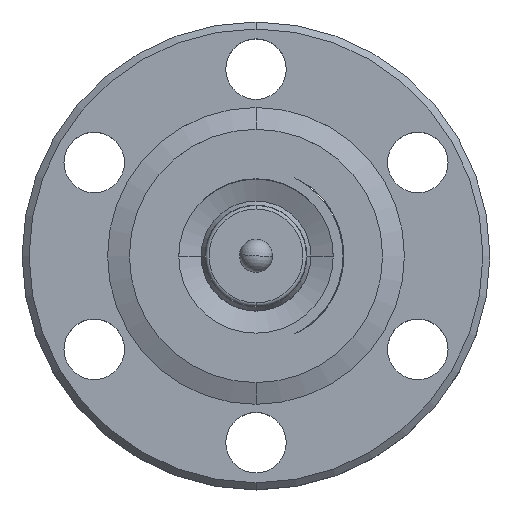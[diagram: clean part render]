
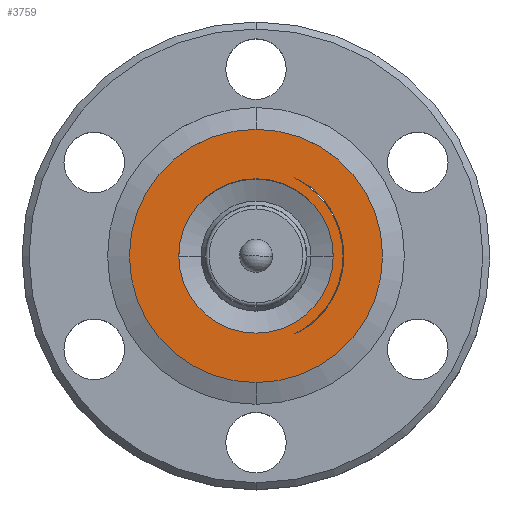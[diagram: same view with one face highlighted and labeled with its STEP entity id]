
A CAD part, top view. The second image highlights one B-rep face of the part: STEP entity #3759.
In plain terms, the highlighted planar face has unit normal (0, 0, 1).
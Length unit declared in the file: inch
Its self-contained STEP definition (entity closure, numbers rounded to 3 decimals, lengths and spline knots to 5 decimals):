
#432 = CIRCLE ( 'NONE', #799, 0.36 ) ;
#436 = FACE_OUTER_BOUND ( 'NONE', #2173, .T. ) ;
#440 = FACE_BOUND ( 'NONE', #2169, .T. ) ;
#448 = FACE_BOUND ( 'NONE', #2174, .T. ) ;
#661 = CIRCLE ( 'NONE', #999, 0.24268 ) ;
#679 = CIRCLE ( 'NONE', #991, 0.2475 ) ;
#773 = CIRCLE ( 'NONE', #3795, 0.2195 ) ;
#799 = AXIS2_PLACEMENT_3D ( 'NONE', #1342, #1340, #1338 ) ;
#812 = EDGE_CURVE ( 'NONE', #2253, #2386, #1965, .T. ) ;
#813 = EDGE_CURVE ( 'NONE', #2347, #2214, #2129, .T. ) ;
#873 = EDGE_CURVE ( 'NONE', #2299, #2227, #1851, .T. ) ;
#875 = EDGE_CURVE ( 'NONE', #2253, #2345, #1847, .T. ) ;
#876 = EDGE_CURVE ( 'NONE', #2210, #2226, #1845, .T. ) ;
#939 = EDGE_CURVE ( 'NONE', #2226, #2210, #432, .T. ) ;
#958 = EDGE_CURVE ( 'NONE', #2227, #2299, #773, .T. ) ;
#991 = AXIS2_PLACEMENT_3D ( 'NONE', #3338, #3337, #3336 ) ;
#999 = AXIS2_PLACEMENT_3D ( 'NONE', #3321, #3315, #3300 ) ;
#1098 = CARTESIAN_POINT ( 'NONE',  ( 0.16529, 0.18756, 1.17197 ) ) ;
#1135 = CARTESIAN_POINT ( 'NONE',  ( 0.2195, 0., 1.17197 ) ) ;
#1136 = CARTESIAN_POINT ( 'NONE',  ( 0., -0.36, 1.17197 ) ) ;
#1148 = CARTESIAN_POINT ( 'NONE',  ( 0.11022, -0.2216, 1.17197 ) ) ;
#1150 = CARTESIAN_POINT ( 'NONE',  ( 0., 0.36, 1.17197 ) ) ;
#1271 = DIRECTION ( 'NONE',  ( -1., 0., 0. ) ) ;
#1273 = DIRECTION ( 'NONE',  ( 0., 0., -1. ) ) ;
#1274 = CARTESIAN_POINT ( 'NONE',  ( 0., 0., 1.17197 ) ) ;
#1338 = DIRECTION ( 'NONE',  ( 0., 1., 0. ) ) ;
#1340 = DIRECTION ( 'NONE',  ( 0., 0., -1. ) ) ;
#1342 = CARTESIAN_POINT ( 'NONE',  ( 0., 0., 1.17197 ) ) ;
#1616 = DIRECTION ( 'NONE',  ( 0., 0., -1. ) ) ;
#1618 = CARTESIAN_POINT ( 'NONE',  ( 0., 0., 1.17197 ) ) ;
#1622 = DIRECTION ( 'NONE',  ( 1., 0., 0. ) ) ;
#1623 = DIRECTION ( 'NONE',  ( -1., 0., 0. ) ) ;
#1627 = DIRECTION ( 'NONE',  ( 0., 0., 1. ) ) ;
#1630 = CARTESIAN_POINT ( 'NONE',  ( 0.01129, 0., 1.17197 ) ) ;
#1655 = DIRECTION ( 'NONE',  ( 0., 1., 0. ) ) ;
#1656 = DIRECTION ( 'NONE',  ( 0., 0., -1. ) ) ;
#1657 = CARTESIAN_POINT ( 'NONE',  ( 0., 0., 1.17197 ) ) ;
#1658 = DIRECTION ( 'NONE',  ( 0., 1., 0. ) ) ;
#1659 = DIRECTION ( 'NONE',  ( 0., 0., -1. ) ) ;
#1660 = CARTESIAN_POINT ( 'NONE',  ( 0., 0., 1.17197 ) ) ;
#1664 = DIRECTION ( 'NONE',  ( -1., 0., 0. ) ) ;
#1665 = DIRECTION ( 'NONE',  ( 0., 0., -1. ) ) ;
#1666 = CARTESIAN_POINT ( 'NONE',  ( 0., 0., 1.17197 ) ) ;
#1845 = CIRCLE ( 'NONE', #3127, 0.36 ) ;
#1847 = CIRCLE ( 'NONE', #3128, 0.25 ) ;
#1851 = CIRCLE ( 'NONE', #3130, 0.2195 ) ;
#1965 = CIRCLE ( 'NONE', #3175, 0.24268 ) ;
#2009 = AXIS2_PLACEMENT_3D ( 'NONE', #3965, #3967, #3961 ) ;
#2129 = CIRCLE ( 'NONE', #3174, 0.2475 ) ;
#2169 = EDGE_LOOP ( 'NONE', ( #2721, #2710 ) ) ;
#2173 = EDGE_LOOP ( 'NONE', ( #2722, #2708 ) ) ;
#2174 = EDGE_LOOP ( 'NONE', ( #2643, #2405, #2716, #2719, #2695 ) ) ;
#2210 = VERTEX_POINT ( 'NONE', #1150 ) ;
#2214 = VERTEX_POINT ( 'NONE', #1148 ) ;
#2226 = VERTEX_POINT ( 'NONE', #1136 ) ;
#2227 = VERTEX_POINT ( 'NONE', #1135 ) ;
#2253 = VERTEX_POINT ( 'NONE', #1098 ) ;
#2299 = VERTEX_POINT ( 'NONE', #3320 ) ;
#2345 = VERTEX_POINT ( 'NONE', #3503 ) ;
#2347 = VERTEX_POINT ( 'NONE', #3495 ) ;
#2386 = VERTEX_POINT ( 'NONE', #3364 ) ;
#2405 = ORIENTED_EDGE ( 'NONE', *, *, #3248, .F. ) ;
#2643 = ORIENTED_EDGE ( 'NONE', *, *, #875, .T. ) ;
#2695 = ORIENTED_EDGE ( 'NONE', *, *, #812, .F. ) ;
#2708 = ORIENTED_EDGE ( 'NONE', *, *, #939, .F. ) ;
#2710 = ORIENTED_EDGE ( 'NONE', *, *, #958, .T. ) ;
#2716 = ORIENTED_EDGE ( 'NONE', *, *, #813, .F. ) ;
#2719 = ORIENTED_EDGE ( 'NONE', *, *, #3235, .F. ) ;
#2721 = ORIENTED_EDGE ( 'NONE', *, *, #873, .T. ) ;
#2722 = ORIENTED_EDGE ( 'NONE', *, *, #876, .F. ) ;
#3127 = AXIS2_PLACEMENT_3D ( 'NONE', #1657, #1656, #1655 ) ;
#3128 = AXIS2_PLACEMENT_3D ( 'NONE', #1660, #1659, #1658 ) ;
#3130 = AXIS2_PLACEMENT_3D ( 'NONE', #1666, #1665, #1664 ) ;
#3174 = AXIS2_PLACEMENT_3D ( 'NONE', #1618, #1616, #1623 ) ;
#3175 = AXIS2_PLACEMENT_3D ( 'NONE', #1630, #1627, #1622 ) ;
#3235 = EDGE_CURVE ( 'NONE', #2386, #2347, #679, .T. ) ;
#3248 = EDGE_CURVE ( 'NONE', #2214, #2345, #661, .T. ) ;
#3300 = DIRECTION ( 'NONE',  ( 1., 0., 0. ) ) ;
#3315 = DIRECTION ( 'NONE',  ( 0., 0., 1. ) ) ;
#3320 = CARTESIAN_POINT ( 'NONE',  ( -0.2195, 0., 1.17197 ) ) ;
#3321 = CARTESIAN_POINT ( 'NONE',  ( 0.01129, 0., 1.17197 ) ) ;
#3336 = DIRECTION ( 'NONE',  ( -1., 0., 0. ) ) ;
#3337 = DIRECTION ( 'NONE',  ( 0., 0., -1. ) ) ;
#3338 = CARTESIAN_POINT ( 'NONE',  ( 0., 0., 1.17197 ) ) ;
#3364 = CARTESIAN_POINT ( 'NONE',  ( 0.11022, 0.2216, 1.17197 ) ) ;
#3495 = CARTESIAN_POINT ( 'NONE',  ( 0.2475, 0., 1.17197 ) ) ;
#3503 = CARTESIAN_POINT ( 'NONE',  ( 0.16529, -0.18756, 1.17197 ) ) ;
#3759 = ADVANCED_FACE ( 'NONE', ( #448, #436, #440 ), #3963, .T. ) ;
#3795 = AXIS2_PLACEMENT_3D ( 'NONE', #1274, #1273, #1271 ) ;
#3961 = DIRECTION ( 'NONE',  ( 1., 0., 0. ) ) ;
#3963 = PLANE ( 'NONE',  #2009 ) ;
#3965 = CARTESIAN_POINT ( 'NONE',  ( 0.00234, -0.24749, 1.17197 ) ) ;
#3967 = DIRECTION ( 'NONE',  ( 0., 0., 1. ) ) ;
